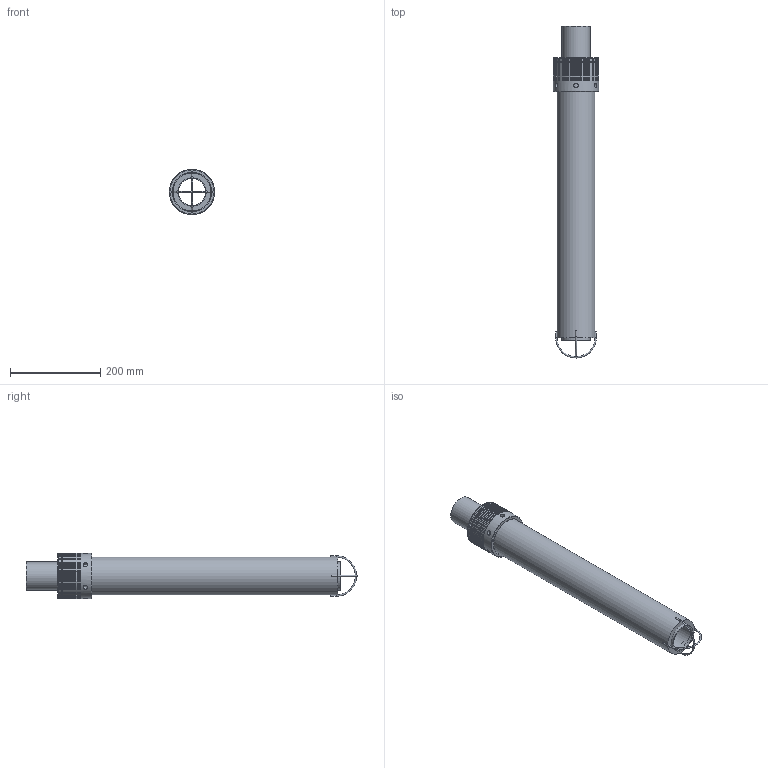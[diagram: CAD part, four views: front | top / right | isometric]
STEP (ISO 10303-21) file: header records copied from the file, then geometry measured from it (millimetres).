
FILE_DESCRIPTION(/* description */ (''),/* implementation_level */ '2;1');
FILE_NAME(/* name */ 'varbfluidn60_relleno.stp',/* time_stamp */ '2025-06-16T11:22:55+02:00',/* author */ ('Enginyeria4'),/* organization */ (''),/* preprocessor_version */ 'ST-DEVELOPER v20',/* originating_system */ 'Autodesk Inventor 2024',/* authorisation */ '');
FILE_SCHEMA (('AUTOMOTIVE_DESIGN { 1 0 10303 214 3 1 1 }'));
Length unit declared in the file: millimetre
Products named in the file (7): varbfluidn60; pcvarbf60d63x697; PCVARBFLUIDN40AF; pcvarbfluidn60ca; VARBFLUIDN40; arandelas; pcvarbf60d84x600_relleno
Assembly tree (7 placements, depth 2):
  varbfluidn60
    pcvarbf60d63x697
    PCVARBFLUIDN40AF
    pcvarbfluidn60ca
    VARBFLUIDN40
    arandelas  x2
    pcvarbf60d84x600_relleno
Bounding box: 100 x 736 x 100 mm (x, y, z)
Volume: 2087661.6 mm3; surface area: 629621.9 mm2
Topology: 7 solids, 7 shells, 757 faces, 1653 edges, 914 vertices
Faces by surface type: plane 417, cylinder 318, cone 13, torus 9
Full cylindrical faces by diameter (mm): 3 x4, 4.917 x1, 10 x6, 60 x2, 62.5 x3, 63 x1, 80 x1, 80.8 x1, 83.5 x1, 84 x2, 100 x1
Entity records: 21332 total; most frequent: DIRECTION 4240, CARTESIAN_POINT 3978, ORIENTED_EDGE 3288, AXIS2_PLACEMENT_3D 1891, EDGE_CURVE 1644, CIRCLE 1125, VERTEX_POINT 908, EDGE_LOOP 778
